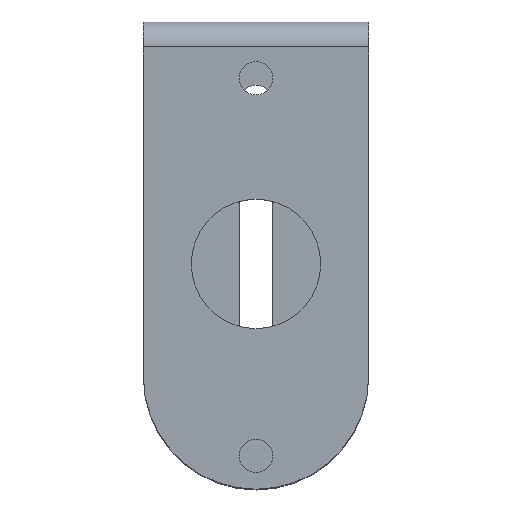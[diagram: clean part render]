
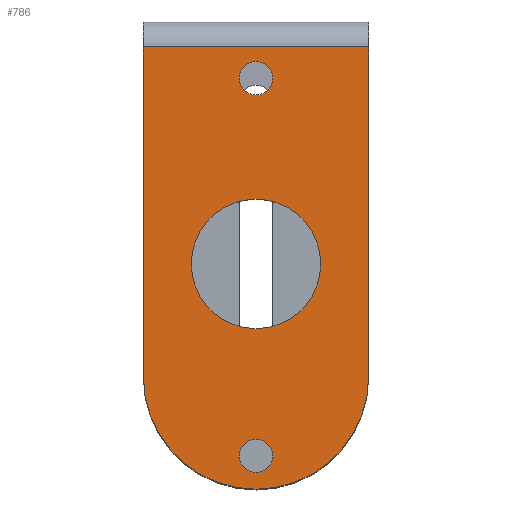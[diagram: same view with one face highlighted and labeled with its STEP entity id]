
A CAD part, top view. The second image highlights one B-rep face of the part: STEP entity #786.
In plain terms, the highlighted planar face has unit normal (0, 0, 1).
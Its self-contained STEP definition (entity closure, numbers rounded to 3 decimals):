
#167=DIRECTION('',(-1.,0.,0.));
#168=VECTOR('',#167,54.);
#169=CARTESIAN_POINT('',(27.,-2.6,54.));
#170=LINE('',#169,#168);
#185=DIRECTION('',(0.,-1.,0.));
#186=VECTOR('',#185,79.);
#187=CARTESIAN_POINT('',(-27.,-2.6,54.));
#188=LINE('',#187,#186);
#189=DIRECTION('',(0.,1.,0.));
#190=VECTOR('',#189,79.);
#191=CARTESIAN_POINT('',(27.,-81.6,54.));
#192=LINE('',#191,#190);
#193=CARTESIAN_POINT('',(0.,-81.6,54.));
#194=DIRECTION('',(0.,0.,1.));
#195=DIRECTION('',(-1.,0.,0.));
#196=AXIS2_PLACEMENT_3D('',#193,#194,#195);
#198=CARTESIAN_POINT('',(0.,-54.6,54.));
#199=DIRECTION('',(0.,0.,1.));
#200=DIRECTION('',(-1.,0.,0.));
#201=AXIS2_PLACEMENT_3D('',#198,#199,#200);
#203=CARTESIAN_POINT('',(0.,-54.6,54.));
#204=DIRECTION('',(0.,0.,1.));
#205=DIRECTION('',(1.,0.,0.));
#206=AXIS2_PLACEMENT_3D('',#203,#204,#205);
#208=CARTESIAN_POINT('',(0.,-100.6,54.));
#209=DIRECTION('',(0.,0.,1.));
#210=DIRECTION('',(-1.,0.,0.));
#211=AXIS2_PLACEMENT_3D('',#208,#209,#210);
#213=CARTESIAN_POINT('',(0.,-100.6,54.));
#214=DIRECTION('',(0.,0.,1.));
#215=DIRECTION('',(1.,0.,0.));
#216=AXIS2_PLACEMENT_3D('',#213,#214,#215);
#218=CARTESIAN_POINT('',(0.,-10.1,54.));
#219=DIRECTION('',(0.,0.,1.));
#220=DIRECTION('',(-1.,0.,0.));
#221=AXIS2_PLACEMENT_3D('',#218,#219,#220);
#223=CARTESIAN_POINT('',(0.,-10.1,54.));
#224=DIRECTION('',(0.,0.,1.));
#225=DIRECTION('',(1.,0.,0.));
#226=AXIS2_PLACEMENT_3D('',#223,#224,#225);
#429=CARTESIAN_POINT('',(-27.,-2.6,54.));
#430=CARTESIAN_POINT('',(-27.,-81.6,54.));
#431=VERTEX_POINT('',#429);
#432=VERTEX_POINT('',#430);
#433=CARTESIAN_POINT('',(27.,-81.6,54.));
#434=VERTEX_POINT('',#433);
#435=CARTESIAN_POINT('',(27.,-2.6,54.));
#436=VERTEX_POINT('',#435);
#457=CARTESIAN_POINT('',(-15.5,-54.6,54.));
#458=CARTESIAN_POINT('',(15.5,-54.6,54.));
#459=VERTEX_POINT('',#457);
#460=VERTEX_POINT('',#458);
#485=CARTESIAN_POINT('',(-4.,-10.1,54.));
#486=CARTESIAN_POINT('',(4.,-10.1,54.));
#487=VERTEX_POINT('',#485);
#488=VERTEX_POINT('',#486);
#489=CARTESIAN_POINT('',(-4.,-100.6,54.));
#490=CARTESIAN_POINT('',(4.,-100.6,54.));
#491=VERTEX_POINT('',#489);
#492=VERTEX_POINT('',#490);
#754=CARTESIAN_POINT('',(-14.17,3.4,54.));
#755=DIRECTION('',(0.,0.,1.));
#756=DIRECTION('',(-1.,0.,0.));
#757=AXIS2_PLACEMENT_3D('',#754,#755,#756);
#758=PLANE('',#757);
#760=ORIENTED_EDGE('',*,*,#759,.F.);
#761=ORIENTED_EDGE('',*,*,#744,.F.);
#763=ORIENTED_EDGE('',*,*,#762,.F.);
#765=ORIENTED_EDGE('',*,*,#764,.F.);
#766=EDGE_LOOP('',(#760,#761,#763,#765));
#767=FACE_OUTER_BOUND('',#766,.F.);
#769=ORIENTED_EDGE('',*,*,#768,.T.);
#771=ORIENTED_EDGE('',*,*,#770,.T.);
#772=EDGE_LOOP('',(#769,#771));
#773=FACE_BOUND('',#772,.F.);
#775=ORIENTED_EDGE('',*,*,#774,.T.);
#777=ORIENTED_EDGE('',*,*,#776,.T.);
#778=EDGE_LOOP('',(#775,#777));
#779=FACE_BOUND('',#778,.F.);
#781=ORIENTED_EDGE('',*,*,#780,.T.);
#783=ORIENTED_EDGE('',*,*,#782,.T.);
#784=EDGE_LOOP('',(#781,#783));
#785=FACE_BOUND('',#784,.F.);
#786=ADVANCED_FACE('',(#767,#773,#779,#785),#758,.T.);
#197=CIRCLE('',#196,27.);
#202=CIRCLE('',#201,15.5);
#207=CIRCLE('',#206,15.5);
#212=CIRCLE('',#211,4.);
#217=CIRCLE('',#216,4.);
#222=CIRCLE('',#221,4.);
#227=CIRCLE('',#226,4.);
#744=EDGE_CURVE('',#436,#431,#170,.T.);
#759=EDGE_CURVE('',#431,#432,#188,.T.);
#762=EDGE_CURVE('',#434,#436,#192,.T.);
#764=EDGE_CURVE('',#432,#434,#197,.T.);
#768=EDGE_CURVE('',#459,#460,#202,.T.);
#770=EDGE_CURVE('',#460,#459,#207,.T.);
#774=EDGE_CURVE('',#491,#492,#212,.T.);
#776=EDGE_CURVE('',#492,#491,#217,.T.);
#780=EDGE_CURVE('',#487,#488,#222,.T.);
#782=EDGE_CURVE('',#488,#487,#227,.T.);
